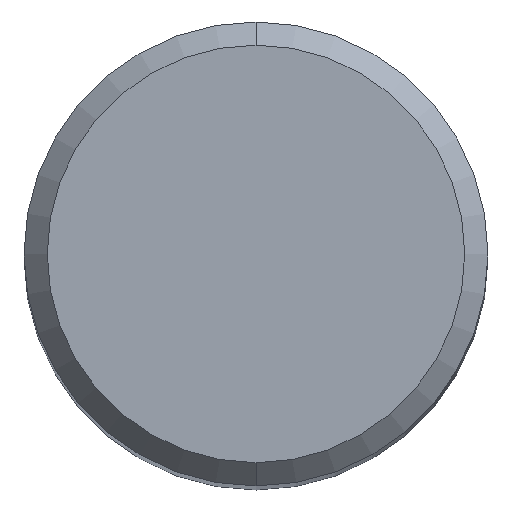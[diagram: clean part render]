
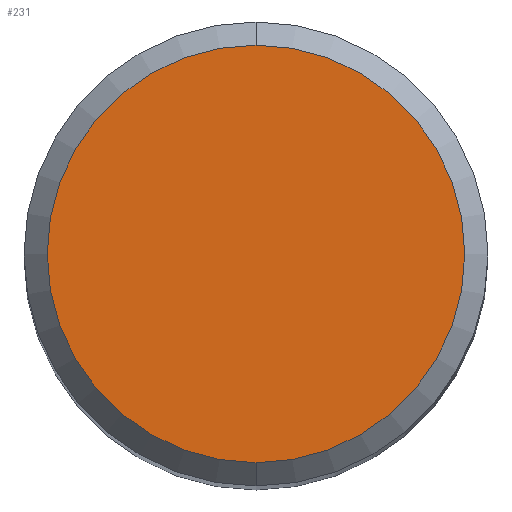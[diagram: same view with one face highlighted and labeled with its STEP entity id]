
A CAD part, top view. The second image highlights one B-rep face of the part: STEP entity #231.
In plain terms, the highlighted planar face has unit normal (0, 0, 1).
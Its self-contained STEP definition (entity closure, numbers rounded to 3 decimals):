
#179=VERTEX_POINT('',#473);
#231=ADVANCED_FACE('',(#531),#532,.T.);
#311=VERTEX_POINT('',#622);
#365=EDGE_CURVE('',#311,#179,#680,.T.);
#393=EDGE_CURVE('',#179,#311,#710,.T.);
#473=CARTESIAN_POINT('',(0.0,4.5,0.0));
#531=FACE_OUTER_BOUND('',#924,.T.);
#532=PLANE('',#925);
#622=CARTESIAN_POINT('',(0.,-4.5,0.0));
#680=CIRCLE('',#1259,4.5);
#710=CIRCLE('',#1320,4.5);
#924=EDGE_LOOP('',(#1508,#1509));
#925=AXIS2_PLACEMENT_3D('',#1510,#1511,#1512);
#1259=AXIS2_PLACEMENT_3D('',#1678,#1679,#1680);
#1320=AXIS2_PLACEMENT_3D('',#1707,#1708,#1709);
#1508=ORIENTED_EDGE('',*,*,#393,.F.);
#1509=ORIENTED_EDGE('',*,*,#365,.F.);
#1510=CARTESIAN_POINT('',(0.0,2.25,0.0));
#1511=DIRECTION('',(-0.0,0.0,1.0));
#1512=DIRECTION('',(0.0,-1.0,0.0));
#1678=CARTESIAN_POINT('',(0.0,0.0,0.0));
#1679=DIRECTION('',(0.0,0.0,-1.0));
#1680=DIRECTION('',(0.0,1.0,0.0));
#1707=CARTESIAN_POINT('',(0.0,0.0,0.0));
#1708=DIRECTION('',(0.0,0.0,-1.0));
#1709=DIRECTION('',(0.0,1.0,0.0));
